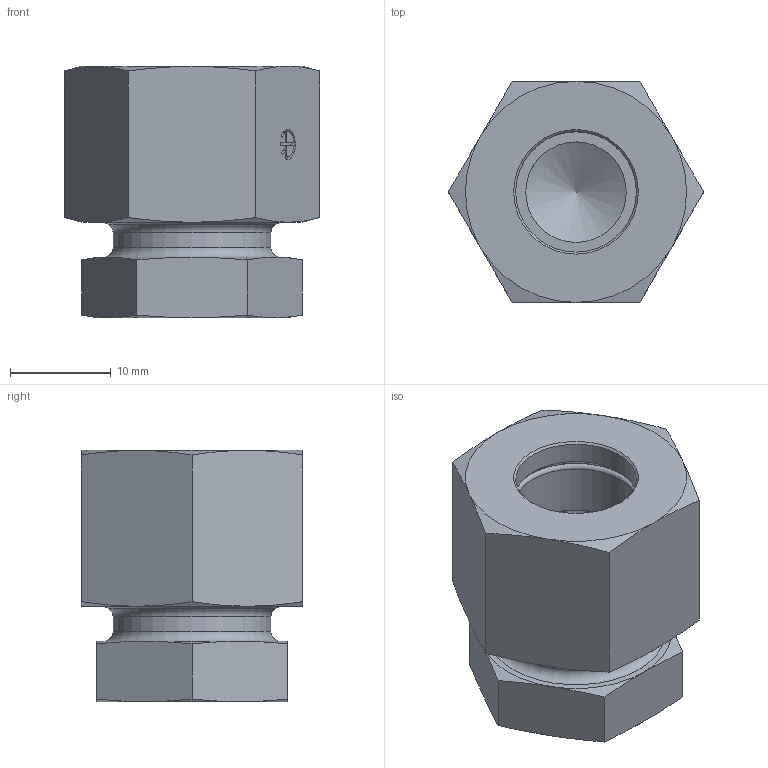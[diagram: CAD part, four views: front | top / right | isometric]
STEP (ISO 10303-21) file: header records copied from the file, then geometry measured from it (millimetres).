
FILE_DESCRIPTION(/* description */ (''),/* implementation_level */ '2;1');
FILE_NAME(/* name */ 'rov_12_l.stp',/* time_stamp */ '2017-02-09T10:28:58+01:00',/* author */ ('leitheußer'),/* organization */ (''),/* preprocessor_version */ 'ST-DEVELOPER v15.6',/* originating_system */ 'Autodesk Inventor LT ',/* authorisation */ '');
FILE_SCHEMA (('AUTOMOTIVE_DESIGN { 1 0 10303 214 3 1 1 }'));
Length unit declared in the file: millimetre
Products named in the file (1): Assembly TN 296 - 12L
Bounding box: 25.4 x 22 x 25 mm (x, y, z)
Volume: 7183.7 mm3; surface area: 5302.5 mm2
Topology: 3 solids, 3 shells, 93 faces, 200 edges, 119 vertices
Faces by surface type: plane 36, cone 36, cylinder 15, torus 6
Full cylindrical faces by diameter (mm): 10 x1, 12 x3, 14.3 x1, 15 x1, 15.7 x1, 16.4 x1, 18 x1
Entity records: 2315 total; most frequent: CARTESIAN_POINT 478, DIRECTION 380, ORIENTED_EDGE 342, EDGE_CURVE 171, AXIS2_PLACEMENT_3D 163, EDGE_LOOP 130, VERTEX_POINT 117, FACE_OUTER_BOUND 93
